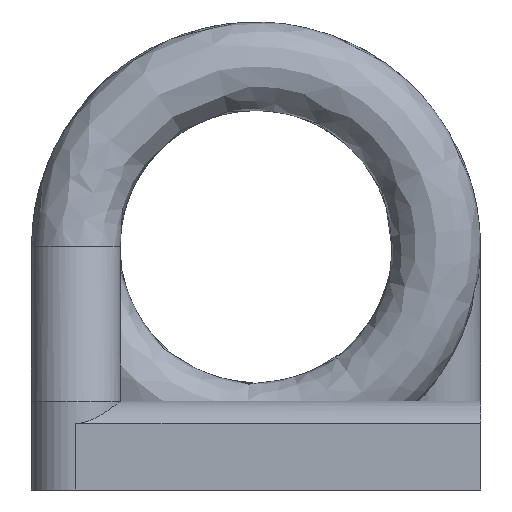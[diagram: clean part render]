
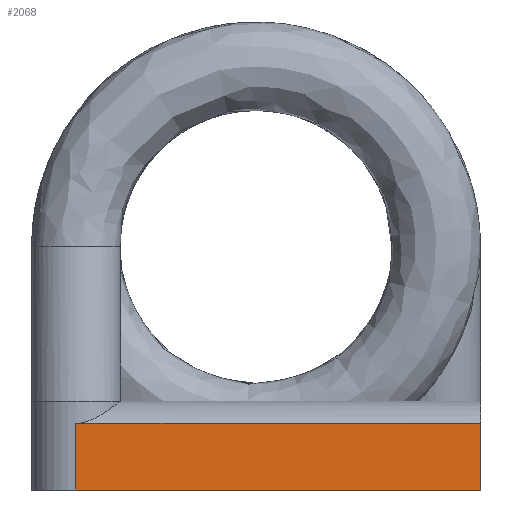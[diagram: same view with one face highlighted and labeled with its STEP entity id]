
A CAD part, left-side view. The second image highlights one B-rep face of the part: STEP entity #2068.
In plain terms, the highlighted planar face has unit normal (-1, 0, 0).
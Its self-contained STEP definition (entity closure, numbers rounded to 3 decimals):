
#1653=DIRECTION('',(0.,1.,0.));
#1837=VERTEX_POINT('',#1838);
#1838=CARTESIAN_POINT('',(-2.765,2.19,0.81));
#1902=ORIENTED_EDGE('',*,*,#1903,.T.);
#1903=EDGE_CURVE('',#1837,#1904,#1906,.T.);
#1904=VERTEX_POINT('',#1905);
#1905=CARTESIAN_POINT('',(-2.765,2.19,0.));
#1906=LINE('',#1838,#1907);
#1907=VECTOR('',#1908,1.);
#1908=DIRECTION('',(0.,0.,-1.));
#2053=VERTEX_POINT('',#2054);
#2054=CARTESIAN_POINT('',(-2.765,-2.73,0.81));
#2063=VECTOR('',#1653,1.);
#2065=EDGE_CURVE('',#2053,#1837,#2066,.T.);
#2066=LINE('',#2054,#2063);
#2068=ADVANCED_FACE('',(#2069),#2080,.T.);
#2069=FACE_BOUND('',#2070,.T.);
#2070=EDGE_LOOP('',(#2071,#1902,#2072,#2077));
#2071=ORIENTED_EDGE('',*,*,#2065,.T.);
#2072=ORIENTED_EDGE('',*,*,#2073,.F.);
#2073=EDGE_CURVE('',#2074,#1904,#2076,.T.);
#2074=VERTEX_POINT('',#2075);
#2075=CARTESIAN_POINT('',(-2.765,-2.73,0.));
#2076=LINE('',#2075,#2063);
#2077=ORIENTED_EDGE('',*,*,#2078,.F.);
#2078=EDGE_CURVE('',#2053,#2074,#2079,.T.);
#2079=LINE('',#2054,#1907);
#2080=PLANE('',#2081);
#2081=AXIS2_PLACEMENT_3D('',#2054,#2082,#1908);
#2082=DIRECTION('',(-1.,0.,0.));
